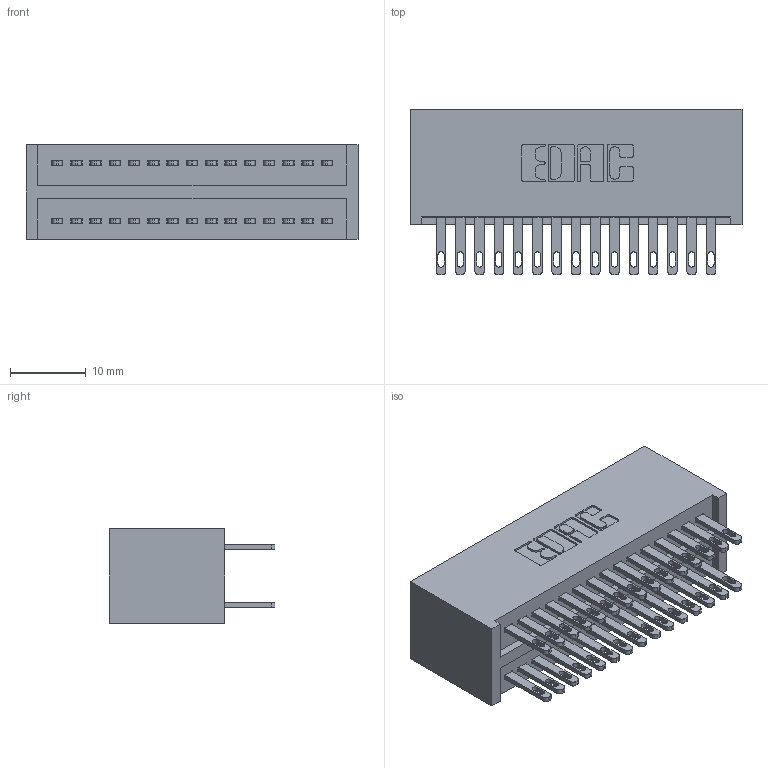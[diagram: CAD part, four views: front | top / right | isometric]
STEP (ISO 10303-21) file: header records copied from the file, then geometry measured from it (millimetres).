
FILE_DESCRIPTION (( 'STEP AP203' ), '1' );
FILE_NAME ('325-030-500-201.STEP', '2020-02-24T19:03:02', ( '' ), ( '' ), 'SwSTEP 2.0', 'SolidWorks 2016', '' );
FILE_SCHEMA (( 'CONFIG_CONTROL_DESIGN' ));
Length unit declared in the file: inch
Products named in the file (3): 325-030-500-201; 325 Part_Lugless; 325-292-001_325-293-100
Assembly tree (31 placements, depth 2):
  325-030-500-201
    325 Part_Lugless
    325-292-001_325-293-100  x30
Bounding box: 43.74 x 21.84 x 12.45 mm (x, y, z)
Volume: 6102 mm3; surface area: 7720.2 mm2
Topology: 31 solids, 31 shells, 1546 faces, 4697 edges, 3130 vertices
Faces by surface type: plane 966, cylinder 580
Entity records: 12795 total; most frequent: CARTESIAN_POINT 2150, ORIENTED_EDGE 2086, DIRECTION 1879, EDGE_CURVE 1043, LINE 919, VECTOR 919, VERTEX_POINT 694, AXIS2_PLACEMENT_3D 480
